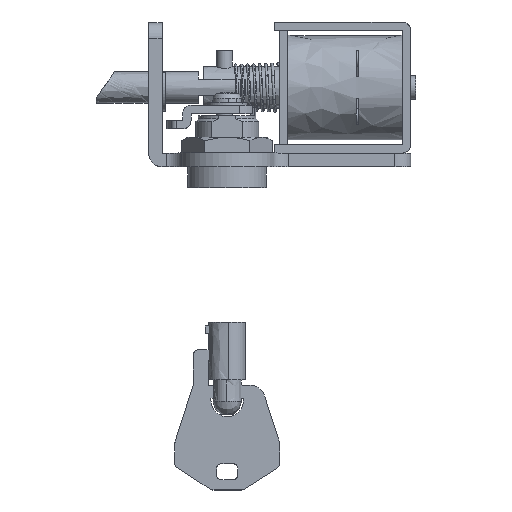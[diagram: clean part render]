
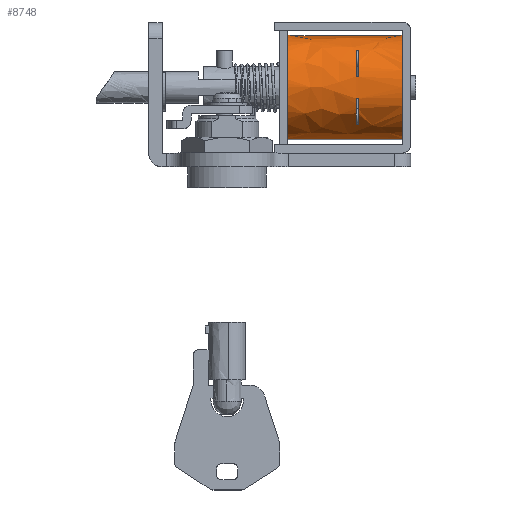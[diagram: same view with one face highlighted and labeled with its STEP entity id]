
A CAD part, top view. The second image highlights one B-rep face of the part: STEP entity #8748.
In plain terms, the highlighted free-form (B-spline) face has degree [2, 1] with [7, 2] control points.
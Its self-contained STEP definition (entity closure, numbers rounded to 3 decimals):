
#8491=CARTESIAN_POINT('',(33.4,5.33,-8.869));
#8492=VERTEX_POINT('',#8491);
#8508=CARTESIAN_POINT('',(11.6,5.33,-8.869));
#8509=VERTEX_POINT('',#8508);
#8510=CARTESIAN_POINT('',(11.6,5.33,-8.869));
#8511=CARTESIAN_POINT('',(33.4,5.33,-8.869));
#8512=QUASI_UNIFORM_CURVE('',1,(#8510,#8511),.UNSPECIFIED.,.F.,.U.);
#8513=EDGE_CURVE('',#8509,#8492,#8512,.T.);
#8532=CARTESIAN_POINT('',(11.6,24.976,-12.569));
#8533=VERTEX_POINT('',#8532);
#8547=CARTESIAN_POINT('',(33.4,24.976,-12.569));
#8548=VERTEX_POINT('',#8547);
#8549=CARTESIAN_POINT('',(11.6,24.976,-12.569));
#8550=CARTESIAN_POINT('',(33.4,24.976,-12.569));
#8551=QUASI_UNIFORM_CURVE('',1,(#8549,#8550),.UNSPECIFIED.,.F.,.U.);
#8552=EDGE_CURVE('',#8533,#8548,#8551,.T.);
#8570=CARTESIAN_POINT('',(11.055,24.954,-12.705));
#8571=CARTESIAN_POINT('',(11.055,24.965,-12.637));
#8572=CARTESIAN_POINT('',(11.055,26.545,-2.693));
#8573=CARTESIAN_POINT('',(11.055,16.669,-1.124));
#8574=CARTESIAN_POINT('',(11.055,7.343,0.358));
#8575=CARTESIAN_POINT('',(11.055,5.315,-8.938));
#8576=CARTESIAN_POINT('',(11.055,5.3,-9.006));
#8577=CARTESIAN_POINT('',(33.959,24.954,-12.705));
#8578=CARTESIAN_POINT('',(33.959,24.965,-12.637));
#8579=CARTESIAN_POINT('',(33.959,26.545,-2.693));
#8580=CARTESIAN_POINT('',(33.959,16.669,-1.124));
#8581=CARTESIAN_POINT('',(33.959,7.343,0.358));
#8582=CARTESIAN_POINT('',(33.959,5.315,-8.938));
#8583=CARTESIAN_POINT('',(33.959,5.3,-9.006));
#8591=(BOUNDED_SURFACE()B_SPLINE_SURFACE(2,1,((#8570,#8577),(#8571,#8578),(#8572,#8579),(#8573,#8580),(#8574,#8581),(#8575,#8582),(#8576,#8583)),.UNSPECIFIED.,.F.,.F.,.U.)B_SPLINE_SURFACE_WITH_KNOTS((3,1,2,1,3),(2,2),(0.0,0.162,16.731,32.637,32.799),(0.0,22.904),.UNSPECIFIED.)GEOMETRIC_REPRESENTATION_ITEM()RATIONAL_B_SPLINE_SURFACE(((1.006,1.006),(1.003,1.003),(0.707,0.707),(1.0,1.0),(0.719,0.719),(0.98,0.98),(0.983,0.983)))REPRESENTATION_ITEM('')SURFACE());
#8592=CARTESIAN_POINT('',(33.4,15.1,-1.));
#8593=VERTEX_POINT('',#8592);
#8594=CARTESIAN_POINT('',(33.4,5.33,-8.869));
#8595=CARTESIAN_POINT('',(33.4,7.046,-1.));
#8596=CARTESIAN_POINT('',(33.4,15.1,-1.));
#8604=(BOUNDED_CURVE()B_SPLINE_CURVE(2,(#8594,#8595,#8596),.UNSPECIFIED.,.F.,.U.)B_SPLINE_CURVE_WITH_KNOTS((3,3),(0.786,1.0),.UNSPECIFIED.)CURVE()GEOMETRIC_REPRESENTATION_ITEM()RATIONAL_B_SPLINE_CURVE((0.927,0.75,1.0))REPRESENTATION_ITEM(''));
#8605=EDGE_CURVE('',#8492,#8593,#8604,.T.);
#8606=ORIENTED_EDGE('',*,*,#8605,.T.);
#8607=CARTESIAN_POINT('',(33.4,15.1,-1.));
#8608=CARTESIAN_POINT('',(33.4,25.1,-1.));
#8609=CARTESIAN_POINT('',(33.4,25.1,-11.0));
#8610=CARTESIAN_POINT('',(33.4,25.1,-11.789));
#8611=CARTESIAN_POINT('',(33.4,24.976,-12.569));
#8619=(BOUNDED_CURVE()B_SPLINE_CURVE(2,(#8607,#8608,#8609,#8610,#8611),.UNSPECIFIED.,.F.,.U.)B_SPLINE_CURVE_WITH_KNOTS((3,2,3),(0.0,0.25,0.277),.UNSPECIFIED.)CURVE()GEOMETRIC_REPRESENTATION_ITEM()RATIONAL_B_SPLINE_CURVE((1.0,0.707,1.0,0.968,0.944))REPRESENTATION_ITEM(''));
#8620=EDGE_CURVE('',#8593,#8548,#8619,.T.);
#8621=ORIENTED_EDGE('',*,*,#8620,.T.);
#8622=ORIENTED_EDGE('',*,*,#8552,.F.);
#8623=CARTESIAN_POINT('',(11.6,15.1,-1.));
#8624=VERTEX_POINT('',#8623);
#8625=CARTESIAN_POINT('',(11.6,24.976,-12.569));
#8626=CARTESIAN_POINT('',(11.6,25.1,-11.789));
#8627=CARTESIAN_POINT('',(11.6,25.1,-11.0));
#8628=CARTESIAN_POINT('',(11.6,25.1,-1.));
#8629=CARTESIAN_POINT('',(11.6,15.1,-1.));
#8637=(BOUNDED_CURVE()B_SPLINE_CURVE(2,(#8625,#8626,#8627,#8628,#8629),.UNSPECIFIED.,.F.,.U.)B_SPLINE_CURVE_WITH_KNOTS((3,2,3),(0.223,0.25,0.5),.UNSPECIFIED.)CURVE()GEOMETRIC_REPRESENTATION_ITEM()RATIONAL_B_SPLINE_CURVE((0.944,0.968,1.0,0.707,1.0))REPRESENTATION_ITEM(''));
#8638=EDGE_CURVE('',#8533,#8624,#8637,.T.);
#8639=ORIENTED_EDGE('',*,*,#8638,.T.);
#8640=CARTESIAN_POINT('',(11.6,15.1,-1.));
#8641=CARTESIAN_POINT('',(11.6,7.046,-1.));
#8642=CARTESIAN_POINT('',(11.6,5.33,-8.869));
#8650=(BOUNDED_CURVE()B_SPLINE_CURVE(2,(#8640,#8641,#8642),.UNSPECIFIED.,.F.,.U.)B_SPLINE_CURVE_WITH_KNOTS((3,3),(0.5,0.714),.UNSPECIFIED.)CURVE()GEOMETRIC_REPRESENTATION_ITEM()RATIONAL_B_SPLINE_CURVE((1.0,0.75,0.927))REPRESENTATION_ITEM(''));
#8651=EDGE_CURVE('',#8624,#8509,#8650,.T.);
#8652=ORIENTED_EDGE('',*,*,#8651,.T.);
#8653=ORIENTED_EDGE('',*,*,#8513,.T.);
#8654=EDGE_LOOP('',(#8606,#8621,#8622,#8639,#8652,#8653));
#8655=FACE_OUTER_BOUND('',#8654,.T.);
#8656=CARTESIAN_POINT('',(24.6,10.18,-2.294));
#8657=VERTEX_POINT('',#8656);
#8658=CARTESIAN_POINT('',(25.0,10.18,-2.294));
#8659=VERTEX_POINT('',#8658);
#8660=CARTESIAN_POINT('',(24.6,10.18,-2.294));
#8661=CARTESIAN_POINT('',(25.0,10.18,-2.294));
#8662=QUASI_UNIFORM_CURVE('',1,(#8660,#8661),.UNSPECIFIED.,.F.,.U.);
#8663=EDGE_CURVE('',#8657,#8659,#8662,.T.);
#8664=ORIENTED_EDGE('',*,*,#8663,.F.);
#8665=CARTESIAN_POINT('',(24.6,12.988,-1.225));
#8666=VERTEX_POINT('',#8665);
#8667=CARTESIAN_POINT('',(24.6,12.988,-1.225));
#8668=CARTESIAN_POINT('',(24.6,11.503,-1.546));
#8669=CARTESIAN_POINT('',(24.6,10.18,-2.294));
#8677=(BOUNDED_CURVE()B_SPLINE_CURVE(2,(#8667,#8668,#8669),.UNSPECIFIED.,.F.,.U.)CURVE()GEOMETRIC_REPRESENTATION_ITEM()QUASI_UNIFORM_CURVE()RATIONAL_B_SPLINE_CURVE((1.0,0.989,1.0))REPRESENTATION_ITEM(''));
#8678=EDGE_CURVE('',#8666,#8657,#8677,.T.);
#8679=ORIENTED_EDGE('',*,*,#8678,.F.);
#8680=CARTESIAN_POINT('',(25.0,12.988,-1.225));
#8681=VERTEX_POINT('',#8680);
#8682=CARTESIAN_POINT('',(24.6,12.988,-1.225));
#8683=CARTESIAN_POINT('',(25.0,12.988,-1.225));
#8684=QUASI_UNIFORM_CURVE('',1,(#8682,#8683),.UNSPECIFIED.,.F.,.U.);
#8685=EDGE_CURVE('',#8666,#8681,#8684,.T.);
#8686=ORIENTED_EDGE('',*,*,#8685,.T.);
#8687=CARTESIAN_POINT('',(25.0,12.988,-1.225));
#8688=CARTESIAN_POINT('',(25.,11.503,-1.546));
#8689=CARTESIAN_POINT('',(25.0,10.18,-2.294));
#8697=(BOUNDED_CURVE()B_SPLINE_CURVE(2,(#8687,#8688,#8689),.UNSPECIFIED.,.F.,.U.)CURVE()GEOMETRIC_REPRESENTATION_ITEM()QUASI_UNIFORM_CURVE()RATIONAL_B_SPLINE_CURVE((1.0,0.989,1.0))REPRESENTATION_ITEM(''));
#8698=EDGE_CURVE('',#8681,#8659,#8697,.T.);
#8699=ORIENTED_EDGE('',*,*,#8698,.T.);
#8700=EDGE_LOOP('',(#8664,#8679,#8686,#8699));
#8701=FACE_BOUND('',#8700,.T.);
#8702=CARTESIAN_POINT('',(24.6,17.212,-1.225));
#8703=VERTEX_POINT('',#8702);
#8704=CARTESIAN_POINT('',(25.0,17.212,-1.225));
#8705=VERTEX_POINT('',#8704);
#8706=CARTESIAN_POINT('',(24.6,17.212,-1.225));
#8707=CARTESIAN_POINT('',(25.0,17.212,-1.225));
#8708=QUASI_UNIFORM_CURVE('',1,(#8706,#8707),.UNSPECIFIED.,.F.,.U.);
#8709=EDGE_CURVE('',#8703,#8705,#8708,.T.);
#8710=ORIENTED_EDGE('',*,*,#8709,.F.);
#8711=CARTESIAN_POINT('',(24.6,20.02,-2.294));
#8712=VERTEX_POINT('',#8711);
#8713=CARTESIAN_POINT('',(24.6,20.02,-2.294));
#8714=CARTESIAN_POINT('',(24.6,18.697,-1.546));
#8715=CARTESIAN_POINT('',(24.6,17.212,-1.225));
#8723=(BOUNDED_CURVE()B_SPLINE_CURVE(2,(#8713,#8714,#8715),.UNSPECIFIED.,.F.,.U.)CURVE()GEOMETRIC_REPRESENTATION_ITEM()QUASI_UNIFORM_CURVE()RATIONAL_B_SPLINE_CURVE((1.0,0.989,1.0))REPRESENTATION_ITEM(''));
#8724=EDGE_CURVE('',#8712,#8703,#8723,.T.);
#8725=ORIENTED_EDGE('',*,*,#8724,.F.);
#8726=CARTESIAN_POINT('',(25.0,20.02,-2.294));
#8727=VERTEX_POINT('',#8726);
#8728=CARTESIAN_POINT('',(24.6,20.02,-2.294));
#8729=CARTESIAN_POINT('',(25.0,20.02,-2.294));
#8730=QUASI_UNIFORM_CURVE('',1,(#8728,#8729),.UNSPECIFIED.,.F.,.U.);
#8731=EDGE_CURVE('',#8712,#8727,#8730,.T.);
#8732=ORIENTED_EDGE('',*,*,#8731,.T.);
#8733=CARTESIAN_POINT('',(25.0,20.02,-2.294));
#8734=CARTESIAN_POINT('',(25.0,18.697,-1.546));
#8735=CARTESIAN_POINT('',(25.0,17.212,-1.225));
#8743=(BOUNDED_CURVE()B_SPLINE_CURVE(2,(#8733,#8734,#8735),.UNSPECIFIED.,.F.,.U.)CURVE()GEOMETRIC_REPRESENTATION_ITEM()QUASI_UNIFORM_CURVE()RATIONAL_B_SPLINE_CURVE((1.0,0.989,1.0))REPRESENTATION_ITEM(''));
#8744=EDGE_CURVE('',#8727,#8705,#8743,.T.);
#8745=ORIENTED_EDGE('',*,*,#8744,.T.);
#8746=EDGE_LOOP('',(#8710,#8725,#8732,#8745));
#8747=FACE_BOUND('',#8746,.T.);
#8748=ADVANCED_FACE('',(#8655,#8701,#8747),#8591,.T.);
